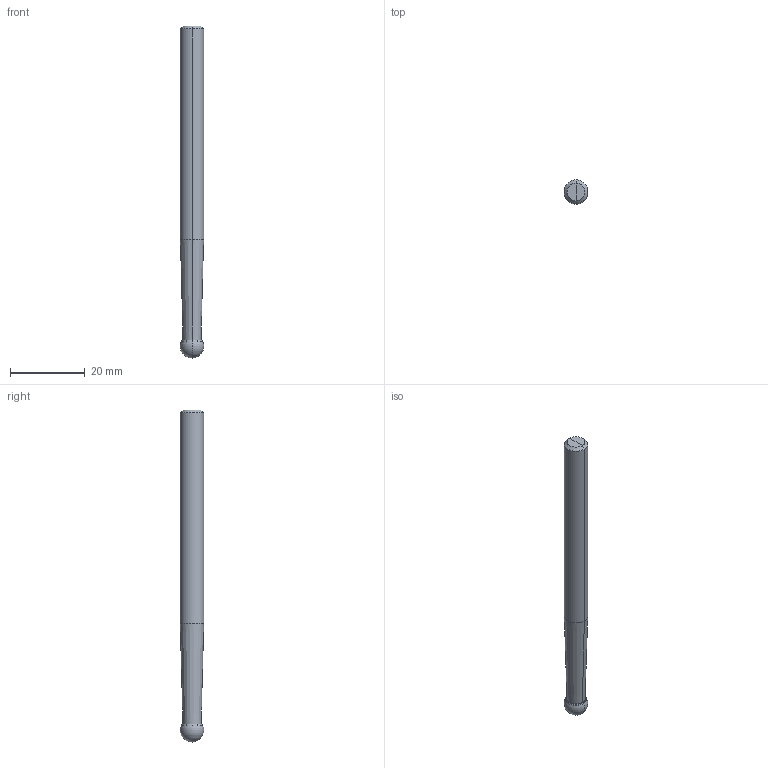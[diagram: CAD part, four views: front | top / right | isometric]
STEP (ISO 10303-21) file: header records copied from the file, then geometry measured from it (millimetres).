
FILE_DESCRIPTION((''),'2;1');
FILE_NAME('44130613_osg','',('ISBE GmbH'),('ISBE GmbH'), 'ISBE STEP IO v1.1','originating_system','authorisation');
FILE_SCHEMA(('AUTOMOTIVE_DESIGN { 1 0 10303 214 1 1 1 1 }'));
Length unit declared in the file: millimetre
Products named in the file (3): CUT0; NOCUT0; RootObj
Assembly tree (2 placements, depth 2):
  RootObj
    CUT0
    NOCUT0
Bounding box: 6.35 x 6.35 x 89 mm (x, y, z)
Volume: 2582.4 mm3; surface area: 1789.1 mm2
Topology: 2 solids, 2 shells, 20 faces, 38 edges, 20 vertices
Faces by surface type: plane 10, sphere 4, cone 4, cylinder 2
Entity records: 1079 total; most frequent: DIRECTION 182, CARTESIAN_POINT 155, LINE 74, VECTOR 74, ORIENTED_EDGE 72, PCURVE 72, DEFINITIONAL_REPRESENTATION 72, AXIS2_PLACEMENT_3D 47
